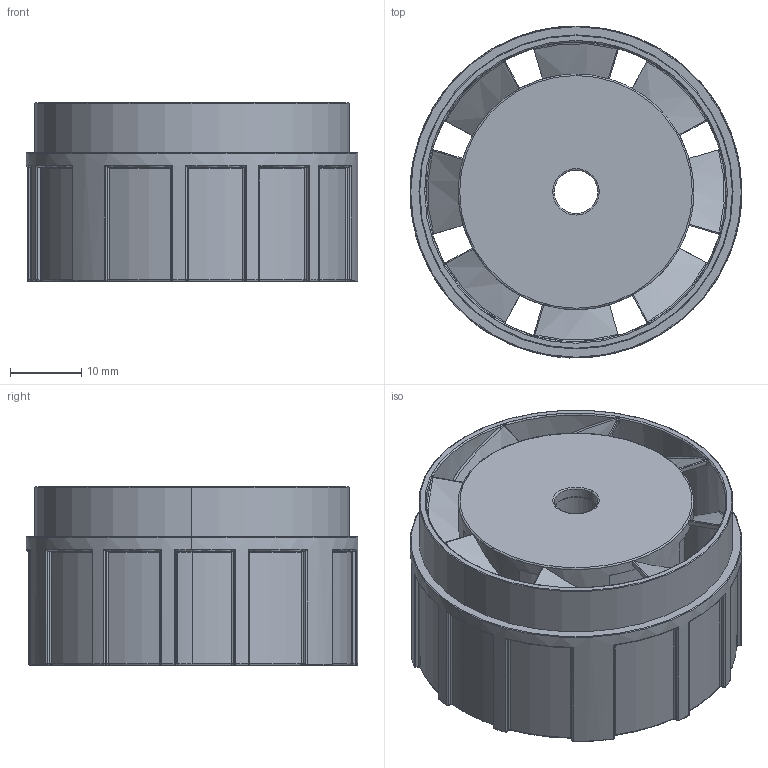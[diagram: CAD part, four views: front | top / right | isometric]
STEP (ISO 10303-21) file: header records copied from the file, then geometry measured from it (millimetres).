
FILE_DESCRIPTION (( 'STEP AP203' ), '1' );
FILE_NAME ('前端盖A-晨光-设计-2021.4.16+圆周筋条-风道倾角+5---方案3.STEP', '2021-05-08T02:06:47', ( '' ), ( '' ), 'SwSTEP 2.0', 'SolidWorks 2021', '' );
FILE_SCHEMA (( 'CONFIG_CONTROL_DESIGN' ));
Length unit declared in the file: millimetre
Products named in the file (1): 前端盖A-晨光-设计-2021.4.16+圆周筋条-风道倾角+5---方案3
Bounding box: 46.5 x 46.5 x 25 mm (x, y, z)
Volume: 8799.2 mm3; surface area: 12541.3 mm2
Topology: 1 solids, 1 shells, 813 faces, 2142 edges, 1279 vertices
Faces by surface type: cylinder 287, torus 174, plane 143, bspline 143, sphere 46, cone 20
Entity records: 29297 total; most frequent: CARTESIAN_POINT 10639, ORIENTED_EDGE 4180, DIRECTION 3751, EDGE_CURVE 2090, AXIS2_PLACEMENT_3D 1604, VERTEX_POINT 1270, CIRCLE 933, EDGE_LOOP 822
